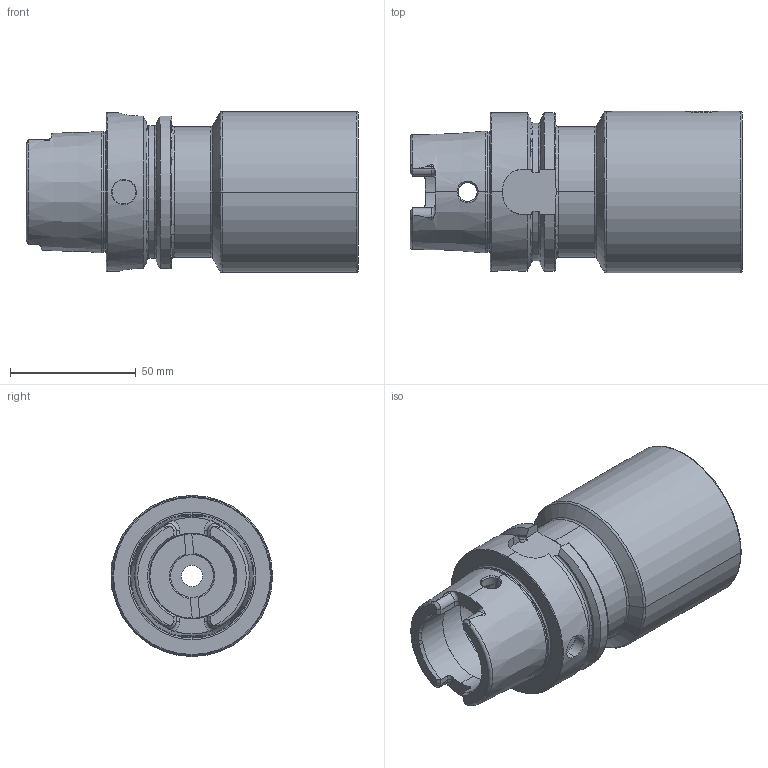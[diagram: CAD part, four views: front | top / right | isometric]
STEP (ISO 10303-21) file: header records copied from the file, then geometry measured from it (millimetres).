
FILE_DESCRIPTION (( 'STEP AP203' ), '1' );
FILE_NAME ('HA6-ST6.K01.100.STEP', '2016-02-12T09:31:32', ( 'SWIAdmin' ), ( 'Hewlett-Packard Company' ), 'SwSTEP 2.0', 'SolidWorks 2015', '' );
FILE_SCHEMA (( 'CONFIG_CONTROL_DESIGN' ));
Length unit declared in the file: millimetre
Products named in the file (4): HA6-ST6.K01.100_A_Fertigbearbeitung; ST6-ER1.001.018_A; ST6-ER4.002.014_A; HA6-ST6.K01.100
Assembly tree (3 placements, depth 2):
  HA6-ST6.K01.100
    HA6-ST6.K01.100_A_Fertigbearbeitung
    ST6-ER1.001.018_A
    ST6-ER4.002.014_A
Bounding box: 131.9 x 64 x 64 mm (x, y, z)
Volume: 241166.2 mm3; surface area: 50470.4 mm2
Topology: 3 solids, 3 shells, 259 faces, 674 edges, 420 vertices
Faces by surface type: plane 75, cylinder 68, torus 52, cone 48, bspline 16
Entity records: 10335 total; most frequent: CARTESIAN_POINT 3785, ORIENTED_EDGE 1344, DIRECTION 1245, EDGE_CURVE 672, AXIS2_PLACEMENT_3D 510, VERTEX_POINT 420, EDGE_LOOP 270, CIRCLE 261
